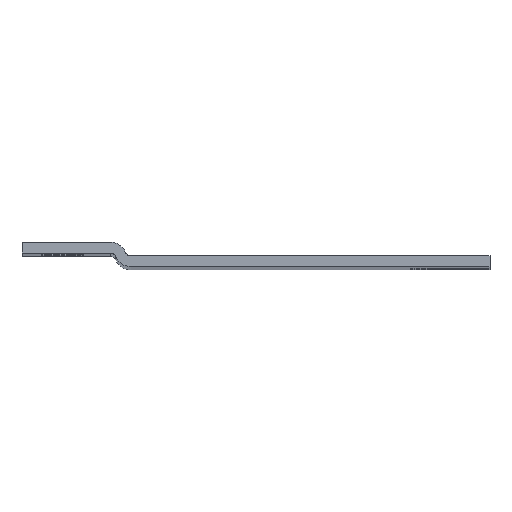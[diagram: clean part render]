
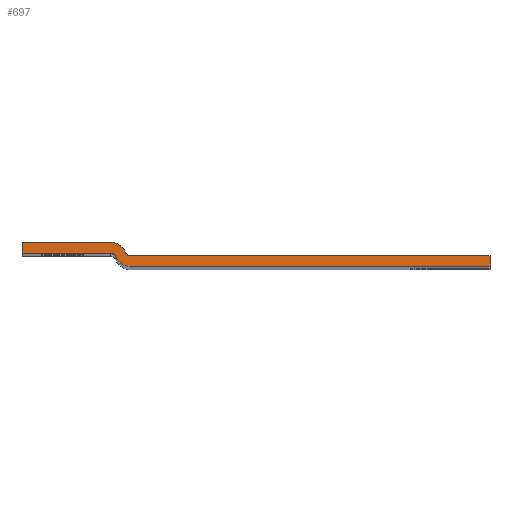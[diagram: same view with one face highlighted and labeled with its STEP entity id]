
A CAD part, top view. The second image highlights one B-rep face of the part: STEP entity #697.
In plain terms, the highlighted planar face has unit normal (0, 0, 1).
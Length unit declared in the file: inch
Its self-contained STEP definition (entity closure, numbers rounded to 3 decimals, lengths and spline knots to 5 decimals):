
#49 = LINE ( 'NONE', #1111, #56 ) ;
#51 = DIRECTION ( 'NONE',  ( 0., 0., 1. ) ) ;
#52 = CIRCLE ( 'NONE', #745, 0.036 ) ;
#56 = VECTOR ( 'NONE', #151, 39.37008 ) ;
#76 = CARTESIAN_POINT ( 'NONE',  ( -0.97118, 0.162, 6.125 ) ) ;
#82 = ORIENTED_EDGE ( 'NONE', *, *, #1462, .F. ) ;
#84 = VECTOR ( 'NONE', #1041, 39.37008 ) ;
#93 = CIRCLE ( 'NONE', #755, 0.108 ) ;
#116 = EDGE_CURVE ( 'NONE', #343, #819, #93, .T. ) ;
#131 = ORIENTED_EDGE ( 'NONE', *, *, #1141, .T. ) ;
#151 = DIRECTION ( 'NONE',  ( -1., 0., 0. ) ) ;
#181 = ORIENTED_EDGE ( 'NONE', *, *, #1425, .T. ) ;
#182 = CARTESIAN_POINT ( 'NONE',  ( -0.83769, 0., 6.125 ) ) ;
#185 = CARTESIAN_POINT ( 'NONE',  ( 1.5625, 0., 6.125 ) ) ;
#203 = DIRECTION ( 'NONE',  ( 0., 0., 1. ) ) ;
#208 = CARTESIAN_POINT ( 'NONE',  ( 1.5625, 0.09, 6.125 ) ) ;
#284 = VERTEX_POINT ( 'NONE', #660 ) ;
#324 = DIRECTION ( 'NONE',  ( 1., 0., 0. ) ) ;
#341 = CARTESIAN_POINT ( 'NONE',  ( 1.5625, 0.072, 6.125 ) ) ;
#343 = VERTEX_POINT ( 'NONE', #437 ) ;
#349 = LINE ( 'NONE', #208, #1289 ) ;
#354 = CIRCLE ( 'NONE', #1301, 0.108 ) ;
#361 = VECTOR ( 'NONE', #1574, 39.37008 ) ;
#373 = EDGE_CURVE ( 'NONE', #819, #426, #1108, .T. ) ;
#381 = CARTESIAN_POINT ( 'NONE',  ( -1.5625, 0.09, 6.125 ) ) ;
#390 = ORIENTED_EDGE ( 'NONE', *, *, #1636, .F. ) ;
#408 = VERTEX_POINT ( 'NONE', #76 ) ;
#421 = DIRECTION ( 'NONE',  ( 0., -1., 0. ) ) ;
#426 = VERTEX_POINT ( 'NONE', #874 ) ;
#437 = CARTESIAN_POINT ( 'NONE',  ( -0.93781, 0.0675, 6.125 ) ) ;
#440 = CARTESIAN_POINT ( 'NONE',  ( -0.97118, 0.054, 6.125 ) ) ;
#486 = ORIENTED_EDGE ( 'NONE', *, *, #116, .T. ) ;
#515 = ORIENTED_EDGE ( 'NONE', *, *, #1518, .T. ) ;
#516 = CARTESIAN_POINT ( 'NONE',  ( -1.5625, 0.072, 6.125 ) ) ;
#539 = LINE ( 'NONE', #931, #361 ) ;
#541 = VERTEX_POINT ( 'NONE', #618 ) ;
#547 = VERTEX_POINT ( 'NONE', #381 ) ;
#618 = CARTESIAN_POINT ( 'NONE',  ( -0.83769, 0.072, 6.125 ) ) ;
#658 = CIRCLE ( 'NONE', #886, 0.036 ) ;
#660 = CARTESIAN_POINT ( 'NONE',  ( -0.87106, 0.0945, 6.125 ) ) ;
#682 = ORIENTED_EDGE ( 'NONE', *, *, #1266, .T. ) ;
#688 = CARTESIAN_POINT ( 'NONE',  ( -0.97118, 0.054, 6.125 ) ) ;
#697 = ADVANCED_FACE ( 'NONE', ( #887 ), #878, .T. ) ;
#715 = DIRECTION ( 'NONE',  ( 0., 1., 0. ) ) ;
#745 = AXIS2_PLACEMENT_3D ( 'NONE', #688, #847, #977 ) ;
#755 = AXIS2_PLACEMENT_3D ( 'NONE', #1629, #203, #324 ) ;
#792 = DIRECTION ( 'NONE',  ( 0., 0., -1. ) ) ;
#816 = CARTESIAN_POINT ( 'NONE',  ( -0.97118, 0.09, 6.125 ) ) ;
#819 = VERTEX_POINT ( 'NONE', #182 ) ;
#847 = DIRECTION ( 'NONE',  ( 0., 0., -1. ) ) ;
#874 = CARTESIAN_POINT ( 'NONE',  ( 1.5625, 0., 6.125 ) ) ;
#878 = PLANE ( 'NONE',  #1609 ) ;
#886 = AXIS2_PLACEMENT_3D ( 'NONE', #1677, #792, #1439 ) ;
#887 = FACE_OUTER_BOUND ( 'NONE', #1223, .T. ) ;
#892 = VECTOR ( 'NONE', #1623, 39.37008 ) ;
#893 = DIRECTION ( 'NONE',  ( 1., 0., 0. ) ) ;
#931 = CARTESIAN_POINT ( 'NONE',  ( -1.5625, 0.162, 6.125 ) ) ;
#938 = ORIENTED_EDGE ( 'NONE', *, *, #373, .T. ) ;
#977 = DIRECTION ( 'NONE',  ( 0., 1., 0. ) ) ;
#1001 = DIRECTION ( 'NONE',  ( 0., 0., 1. ) ) ;
#1010 = ORIENTED_EDGE ( 'NONE', *, *, #1087, .T. ) ;
#1041 = DIRECTION ( 'NONE',  ( 1., 0., 0. ) ) ;
#1074 = LINE ( 'NONE', #1239, #1130 ) ;
#1085 = EDGE_CURVE ( 'NONE', #1183, #547, #539, .T. ) ;
#1087 = EDGE_CURVE ( 'NONE', #1653, #343, #52, .T. ) ;
#1104 = CARTESIAN_POINT ( 'NONE',  ( 1.5625, 0.162, 6.125 ) ) ;
#1108 = LINE ( 'NONE', #185, #892 ) ;
#1111 = CARTESIAN_POINT ( 'NONE',  ( 1.5625, 0.162, 6.125 ) ) ;
#1130 = VECTOR ( 'NONE', #421, 39.37008 ) ;
#1138 = CARTESIAN_POINT ( 'NONE',  ( -1.5625, 0.162, 6.125 ) ) ;
#1141 = EDGE_CURVE ( 'NONE', #284, #408, #354, .T. ) ;
#1183 = VERTEX_POINT ( 'NONE', #1138 ) ;
#1223 = EDGE_LOOP ( 'NONE', ( #515, #1494, #682, #1010, #486, #938, #390, #82, #181, #131 ) ) ;
#1239 = CARTESIAN_POINT ( 'NONE',  ( 1.5625, 0.072, 6.125 ) ) ;
#1266 = EDGE_CURVE ( 'NONE', #547, #1653, #349, .T. ) ;
#1289 = VECTOR ( 'NONE', #893, 39.37008 ) ;
#1301 = AXIS2_PLACEMENT_3D ( 'NONE', #440, #51, #715 ) ;
#1346 = VERTEX_POINT ( 'NONE', #341 ) ;
#1425 = EDGE_CURVE ( 'NONE', #541, #284, #658, .T. ) ;
#1439 = DIRECTION ( 'NONE',  ( 1., 0., 0. ) ) ;
#1462 = EDGE_CURVE ( 'NONE', #541, #1346, #1547, .T. ) ;
#1494 = ORIENTED_EDGE ( 'NONE', *, *, #1085, .T. ) ;
#1518 = EDGE_CURVE ( 'NONE', #408, #1183, #49, .T. ) ;
#1547 = LINE ( 'NONE', #516, #84 ) ;
#1574 = DIRECTION ( 'NONE',  ( 0., -1., 0. ) ) ;
#1609 = AXIS2_PLACEMENT_3D ( 'NONE', #1104, #1001, #1638 ) ;
#1623 = DIRECTION ( 'NONE',  ( 1., 0., 0. ) ) ;
#1629 = CARTESIAN_POINT ( 'NONE',  ( -0.83769, 0.108, 6.125 ) ) ;
#1636 = EDGE_CURVE ( 'NONE', #1346, #426, #1074, .T. ) ;
#1638 = DIRECTION ( 'NONE',  ( 1., 0., 0. ) ) ;
#1653 = VERTEX_POINT ( 'NONE', #816 ) ;
#1677 = CARTESIAN_POINT ( 'NONE',  ( -0.83769, 0.108, 6.125 ) ) ;
